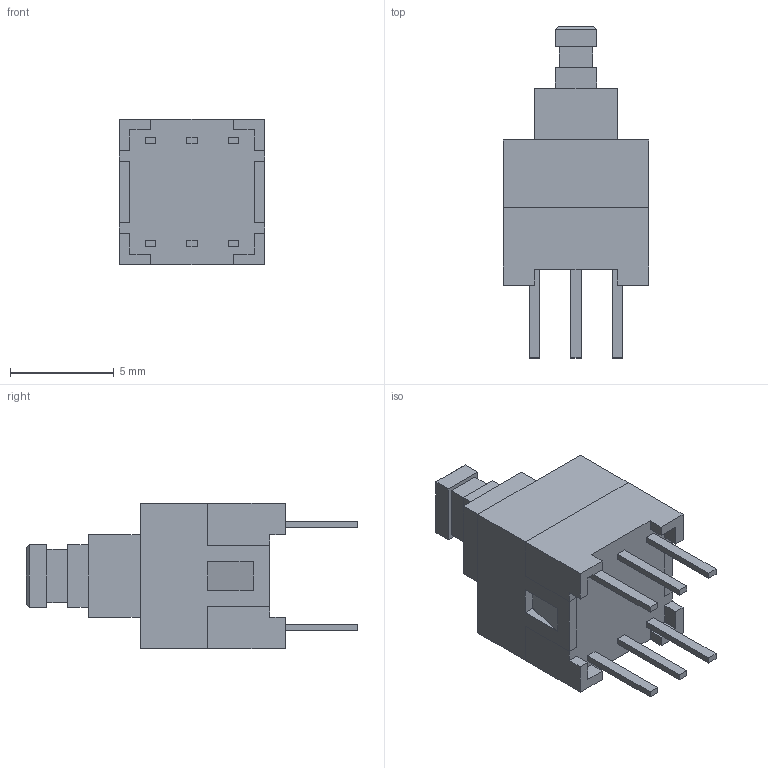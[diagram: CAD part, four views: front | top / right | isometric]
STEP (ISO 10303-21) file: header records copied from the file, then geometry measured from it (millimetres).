
FILE_DESCRIPTION (( 'STEP AP214' ), '1' );
FILE_NAME ('TL2230OAF140.STEP', '2023-03-06T20:34:17', ( '' ), ( '' ), 'SwSTEP 2.0', 'SolidWorks 2021', '' );
FILE_SCHEMA (( 'AUTOMOTIVE_DESIGN' ));
Length unit declared in the file: millimetre
Products named in the file (1): TL2230OAF140
Bounding box: 7 x 16 x 7 mm (x, y, z)
Volume: 261.9 mm3; surface area: 800 mm2
Topology: 9 solids, 9 shells, 225 faces, 594 edges, 392 vertices
Faces by surface type: plane 223, cylinder 2
Entity records: 6918 total; most frequent: CARTESIAN_POINT 1212, ORIENTED_EDGE 1188, DIRECTION 1050, EDGE_CURVE 594, VECTOR 590, LINE 590, VERTEX_POINT 392, EDGE_LOOP 238
